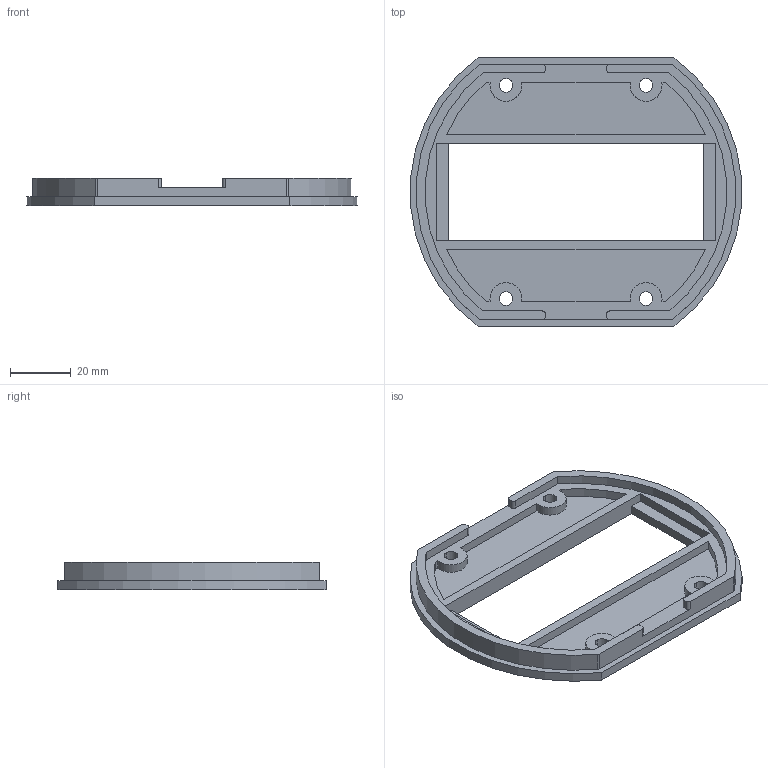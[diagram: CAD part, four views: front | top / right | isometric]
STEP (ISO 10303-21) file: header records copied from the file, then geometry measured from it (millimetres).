
FILE_DESCRIPTION (( 'STEP AP203' ), '1' );
FILE_NAME ('a1_m.STEP', '2015-02-27T21:43:05', ( '' ), ( '' ), 'SwSTEP 2.0', 'SolidWorks 2013', '' );
FILE_SCHEMA (( 'CONFIG_CONTROL_DESIGN' ));
Length unit declared in the file: millimetre
Products named in the file (1): a1_m
Bounding box: 108.6 x 88 x 9 mm (x, y, z)
Volume: 26679.9 mm3; surface area: 17923.5 mm2
Topology: 1 solids, 1 shells, 79 faces, 214 edges, 140 vertices
Faces by surface type: cylinder 36, plane 35, cone 8
Entity records: 2601 total; most frequent: DIRECTION 454, CARTESIAN_POINT 434, ORIENTED_EDGE 428, EDGE_CURVE 214, AXIS2_PLACEMENT_3D 160, VERTEX_POINT 140, VECTOR 134, LINE 134
